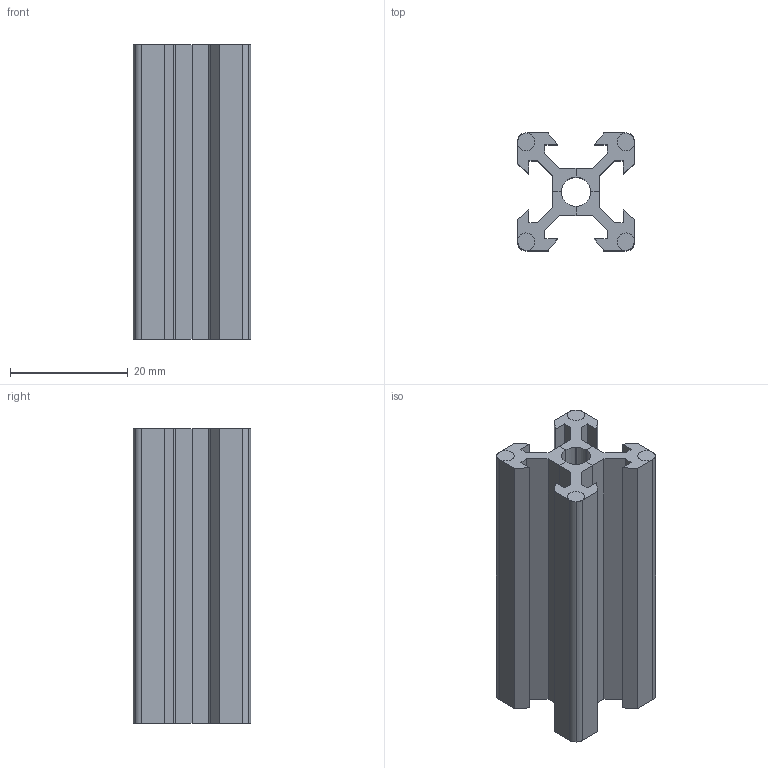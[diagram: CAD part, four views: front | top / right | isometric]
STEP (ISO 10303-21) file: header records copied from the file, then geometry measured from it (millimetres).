
FILE_DESCRIPTION(('FreeCAD Model'),'2;1');
FILE_NAME('frame_holder_piece.step', '2018-11-07T12:18:26',('Author'),(''), 'Open CASCADE STEP processor 7.3','FreeCAD','Unknown');
FILE_SCHEMA(('AUTOMOTIVE_DESIGN { 1 0 10303 214 1 1 1 1 }'));
Length unit declared in the file: millimetre
Products named in the file (1): LinearExtrude001
Bounding box: 20 x 20 x 50 mm (x, y, z)
Volume: 8625.5 mm3; surface area: 12481.8 mm2
Topology: 16 solids, 16 shells, 136 faces, 312 edges, 208 vertices
Faces by surface type: plane 112, cylinder 24
Entity records: 8058 total; most frequent: CARTESIAN_POINT 1425, DIRECTION 1234, LINE 840, VECTOR 840, ORIENTED_EDGE 624, PCURVE 624, DEFINITIONAL_REPRESENTATION 624, EDGE_CURVE 312
